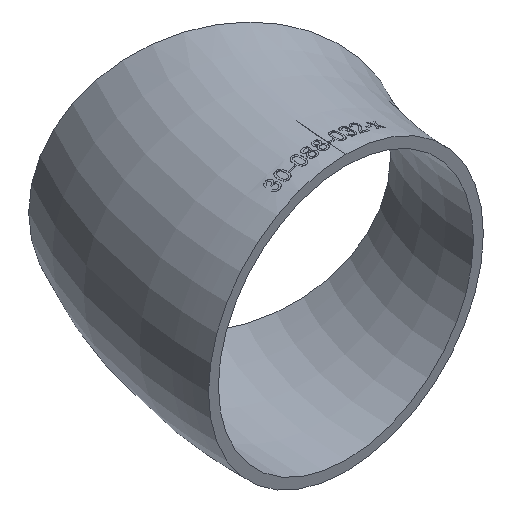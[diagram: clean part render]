
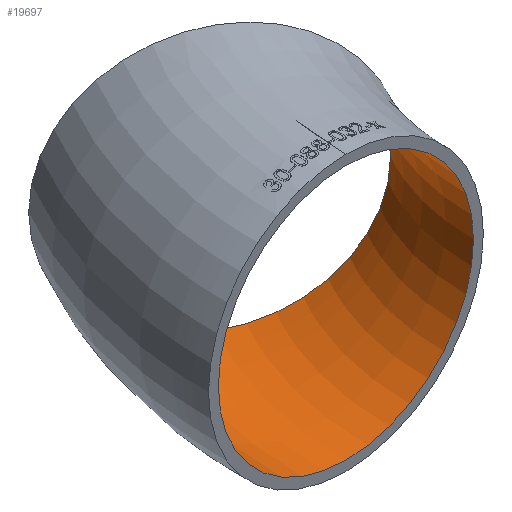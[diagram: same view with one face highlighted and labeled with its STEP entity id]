
A CAD part, isometric view. The second image highlights one B-rep face of the part: STEP entity #19697.
In plain terms, the highlighted toroidal (fillet/blend) face has major radius 114.5 mm and minor radius 41.25 mm.
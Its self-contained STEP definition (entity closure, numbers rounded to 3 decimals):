
#18 = CARTESIAN_POINT ( 'NONE',  ( -134.883, 77.875, 0. ) ) ;
#274 = ORIENTED_EDGE ( 'NONE', *, *, #27933, .F. ) ;
#461 = CARTESIAN_POINT ( 'NONE',  ( -114.5, 0., 0. ) ) ;
#2102 = CIRCLE ( 'NONE', #18134, 41.25 ) ;
#2171 = CARTESIAN_POINT ( 'NONE',  ( -114.5, 0., 41.25 ) ) ;
#2643 = DIRECTION ( 'NONE',  ( -1., 0., 0. ) ) ;
#4125 = AXIS2_PLACEMENT_3D ( 'NONE', #15818, #13391, #2643 ) ;
#4292 = DIRECTION ( 'NONE',  ( -0.866, 0.5, 0. ) ) ;
#4673 = FACE_OUTER_BOUND ( 'NONE', #24983, .T. ) ;
#8761 = VERTEX_POINT ( 'NONE', #2171 ) ;
#12417 = CIRCLE ( 'NONE', #15592, 41.25 ) ;
#13391 = DIRECTION ( 'NONE',  ( 0., 0., -1. ) ) ;
#13958 = FACE_OUTER_BOUND ( 'NONE', #17981, .T. ) ;
#15168 = CARTESIAN_POINT ( 'NONE',  ( -99.16, 57.25, 0. ) ) ;
#15592 = AXIS2_PLACEMENT_3D ( 'NONE', #461, #17961, #26714 ) ;
#15818 = CARTESIAN_POINT ( 'NONE',  ( 0., 0., 0. ) ) ;
#17124 = ORIENTED_EDGE ( 'NONE', *, *, #18780, .T. ) ;
#17961 = DIRECTION ( 'NONE',  ( 0., 1., 0. ) ) ;
#17981 = EDGE_LOOP ( 'NONE', ( #274 ) ) ;
#18134 = AXIS2_PLACEMENT_3D ( 'NONE', #15168, #21653, #4292 ) ;
#18780 = EDGE_CURVE ( 'NONE', #24401, #24401, #2102, .T. ) ;
#19697 = ADVANCED_FACE ( 'NONE', ( #4673, #13958 ), #21526, .F. ) ;
#21526 = TOROIDAL_SURFACE ( 'NONE', #4125, 114.5, 41.25 ) ;
#21653 = DIRECTION ( 'NONE',  ( 0.5, 0.866, 0. ) ) ;
#24401 = VERTEX_POINT ( 'NONE', #18 ) ;
#24983 = EDGE_LOOP ( 'NONE', ( #17124 ) ) ;
#26714 = DIRECTION ( 'NONE',  ( 0., 0., 1. ) ) ;
#27933 = EDGE_CURVE ( 'NONE', #8761, #8761, #12417, .T. ) ;
